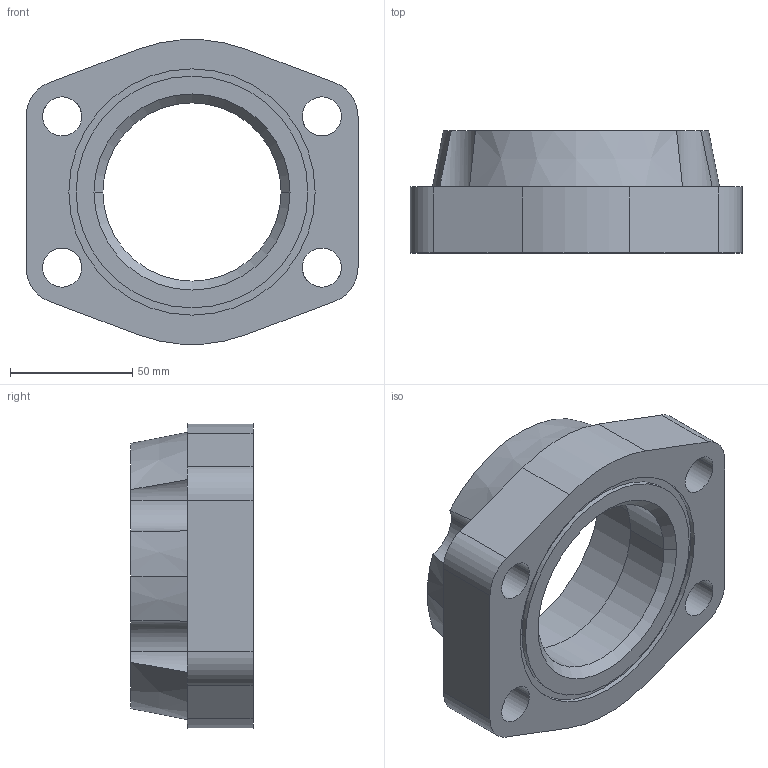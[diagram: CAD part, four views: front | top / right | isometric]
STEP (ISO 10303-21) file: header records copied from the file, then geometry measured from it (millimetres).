
FILE_DESCRIPTION(('STEP AP214'),'1');
FILE_NAME('b5-008.stp','2021-01-28T15:43:13',('TraceParts'),('TraceParts S.A.'),'Spatial InterOp 3D',' ',' ');
FILE_SCHEMA(('AUTOMOTIVE_DESIGN { 1 0 10303 214 1 1 1 1 }'));
Length unit declared in the file: millimetre
Products named in the file (1): b5-008
Bounding box: 136 x 50 x 124.68 mm (x, y, z)
Volume: 315778.2 mm3; surface area: 57574.5 mm2
Topology: 1 solids, 1 shells, 50 faces, 134 edges, 90 vertices
Faces by surface type: cylinder 30, plane 12, cone 8
Entity records: 1703 total; most frequent: CARTESIAN_POINT 347, DIRECTION 306, ORIENTED_EDGE 268, EDGE_CURVE 134, AXIS2_PLACEMENT_3D 129, VERTEX_POINT 90, CIRCLE 78, EDGE_LOOP 64
